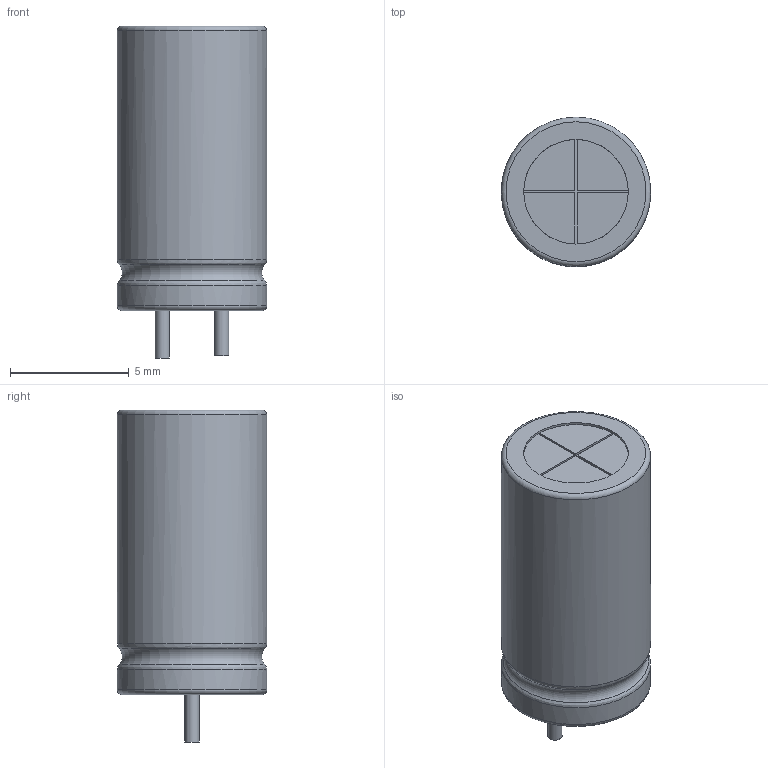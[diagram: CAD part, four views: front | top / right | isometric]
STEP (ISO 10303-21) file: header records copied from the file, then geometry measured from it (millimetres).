
FILE_DESCRIPTION(/* description */ ('model of C_Radial_D6.3mm_H12.0mm_P2.50mm'),/* implementation_level */ '2;1');
FILE_NAME(/* name */ 'C_Radial_D6.3mm_H12.0mm_P2.50mm.step',/* time_stamp */ '2023-10-23T00:26:14',/* author */ ('KiCAD','kicad'),/* organization */ ('OCCT'),/* preprocessor_version */ '',/* originating_system */ 'KiCAD',/* authorisation */ '');
FILE_SCHEMA(('AUTOMOTIVE_DESIGN { 1 0 10303 214 1 1 1 1 }'));
Length unit declared in the file: millimetre
Products named in the file (12): CQ assembly; 02c9364a-712a-11ee-b682-09d101288ea8; 02c9364b-712a-11ee-b682-09d101288ea8; 02c9364b-712a-11ee-b682-09d101288ea8_part; 02c9364c-712a-11ee-b682-09d101288ea8; 02c9364c-712a-11ee-b682-09d101288ea8_part; 02c9364d-712a-11ee-b682-09d101288ea8; 02c9364d-712a-11ee-b682-09d101288ea8_part; 02c9364e-712a-11ee-b682-09d101288ea8; 02c9364e-712a-11ee-b682-09d101288ea8_part; 02c9364f-712a-11ee-b682-09d101288ea8; 02c9364f-712a-11ee-b682-09d101288ea8_part
Assembly tree (11 placements, depth 4):
  CQ assembly
    02c9364a-712a-11ee-b682-09d101288ea8
      02c9364b-712a-11ee-b682-09d101288ea8
        02c9364b-712a-11ee-b682-09d101288ea8_part
      02c9364c-712a-11ee-b682-09d101288ea8
        02c9364c-712a-11ee-b682-09d101288ea8_part
      02c9364d-712a-11ee-b682-09d101288ea8
        02c9364d-712a-11ee-b682-09d101288ea8_part
      02c9364e-712a-11ee-b682-09d101288ea8
        02c9364e-712a-11ee-b682-09d101288ea8_part
      02c9364f-712a-11ee-b682-09d101288ea8
        02c9364f-712a-11ee-b682-09d101288ea8_part
Bounding box: 6.3 x 6.3 x 14 mm (x, y, z)
Volume: 366.4 mm3; surface area: 350.6 mm2
Topology: 6 solids, 6 shells, 46 faces, 90 edges, 58 vertices
Faces by surface type: plane 34, cylinder 7, torus 3, bspline 2
Full cylindrical faces by diameter (mm): 0.6 x2, 4.41 x3, 6.3 x2
Entity records: 1532 total; most frequent: CARTESIAN_POINT 344, DIRECTION 221, ORIENTED_EDGE 180, EDGE_CURVE 90, AXIS2_PLACEMENT_3D 81, LINE 59, VECTOR 59, VERTEX_POINT 58
